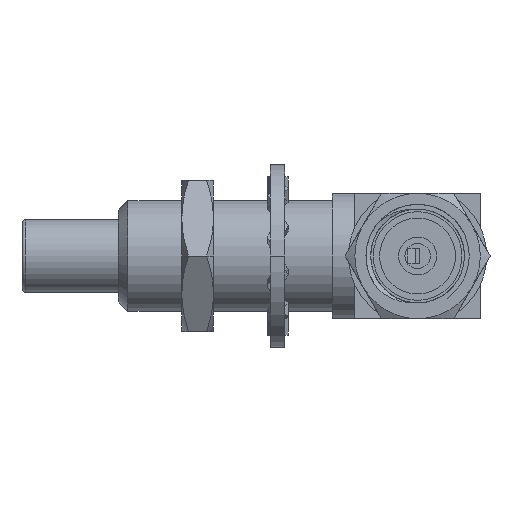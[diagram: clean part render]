
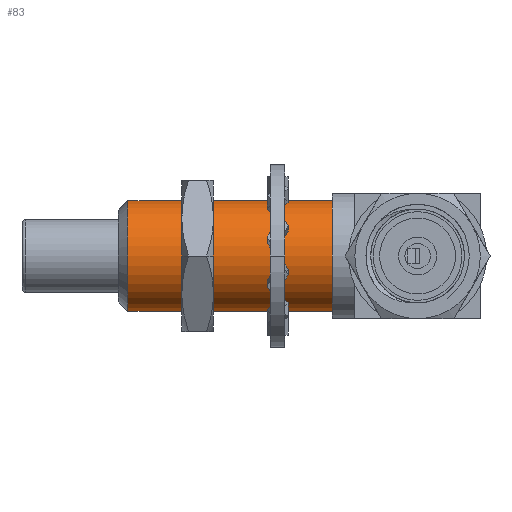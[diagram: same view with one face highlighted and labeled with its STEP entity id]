
A CAD part, left-side view. The second image highlights one B-rep face of the part: STEP entity #83.
In plain terms, the highlighted cylindrical face has radius 1.752 mm (diameter 3.505 mm), a partial arc.
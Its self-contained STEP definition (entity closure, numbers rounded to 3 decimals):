
#83 = ADVANCED_FACE ( 'NONE', ( #5616 ), #6775, .T. ) ;
#609 = VERTEX_POINT ( 'NONE', #6680 ) ;
#660 = DIRECTION ( 'NONE',  ( 0., 0., -1. ) ) ;
#713 = ORIENTED_EDGE ( 'NONE', *, *, #5978, .T. ) ;
#846 = DIRECTION ( 'NONE',  ( 0., 0., -1. ) ) ;
#2005 = EDGE_CURVE ( 'NONE', #2284, #609, #4670, .T. ) ;
#2284 = VERTEX_POINT ( 'NONE', #5461 ) ;
#2301 = DIRECTION ( 'NONE',  ( 1., 0., 0. ) ) ;
#2359 = VERTEX_POINT ( 'NONE', #3451 ) ;
#2704 = CARTESIAN_POINT ( 'NONE',  ( -1.753, 0., 12.497 ) ) ;
#3196 = VERTEX_POINT ( 'NONE', #6789 ) ;
#3451 = CARTESIAN_POINT ( 'NONE',  ( -1.753, 0., 9.149 ) ) ;
#3614 = DIRECTION ( 'NONE',  ( 0., 0., 1. ) ) ;
#3672 = CARTESIAN_POINT ( 'NONE',  ( 0., 0., 2.692 ) ) ;
#3721 = EDGE_CURVE ( 'NONE', #3196, #2359, #7210, .T. ) ;
#4329 = ORIENTED_EDGE ( 'NONE', *, *, #3721, .T. ) ;
#4483 = CARTESIAN_POINT ( 'NONE',  ( 0., 0., 9.149 ) ) ;
#4603 = DIRECTION ( 'NONE',  ( -1., 0., 0. ) ) ;
#4670 = CIRCLE ( 'NONE', #9507, 1.753 ) ;
#4691 = ORIENTED_EDGE ( 'NONE', *, *, #7481, .F. ) ;
#4933 = AXIS2_PLACEMENT_3D ( 'NONE', #9787, #5763, #4603 ) ;
#5461 = CARTESIAN_POINT ( 'NONE',  ( -1.753, 0., 2.692 ) ) ;
#5532 = EDGE_LOOP ( 'NONE', ( #4691, #4329, #713, #9407 ) ) ;
#5565 = VECTOR ( 'NONE', #846, 1000. ) ;
#5616 = FACE_OUTER_BOUND ( 'NONE', #5532, .T. ) ;
#5675 = LINE ( 'NONE', #6256, #5565 ) ;
#5763 = DIRECTION ( 'NONE',  ( 0., 0., -1. ) ) ;
#5978 = EDGE_CURVE ( 'NONE', #2359, #2284, #9551, .T. ) ;
#6047 = AXIS2_PLACEMENT_3D ( 'NONE', #4483, #660, #2301 ) ;
#6256 = CARTESIAN_POINT ( 'NONE',  ( 1.753, 0., 12.497 ) ) ;
#6680 = CARTESIAN_POINT ( 'NONE',  ( 1.753, 0., 2.692 ) ) ;
#6775 = CYLINDRICAL_SURFACE ( 'NONE', #4933, 1.753 ) ;
#6789 = CARTESIAN_POINT ( 'NONE',  ( 1.753, 0., 9.149 ) ) ;
#7210 = CIRCLE ( 'NONE', #6047, 1.753 ) ;
#7481 = EDGE_CURVE ( 'NONE', #3196, #609, #5675, .T. ) ;
#8579 = DIRECTION ( 'NONE',  ( 0., 0., -1. ) ) ;
#9407 = ORIENTED_EDGE ( 'NONE', *, *, #2005, .T. ) ;
#9507 = AXIS2_PLACEMENT_3D ( 'NONE', #3672, #3614, #9592 ) ;
#9551 = LINE ( 'NONE', #2704, #9781 ) ;
#9592 = DIRECTION ( 'NONE',  ( 1., 0., 0. ) ) ;
#9781 = VECTOR ( 'NONE', #8579, 1000. ) ;
#9787 = CARTESIAN_POINT ( 'NONE',  ( 0., 0., 12.497 ) ) ;
